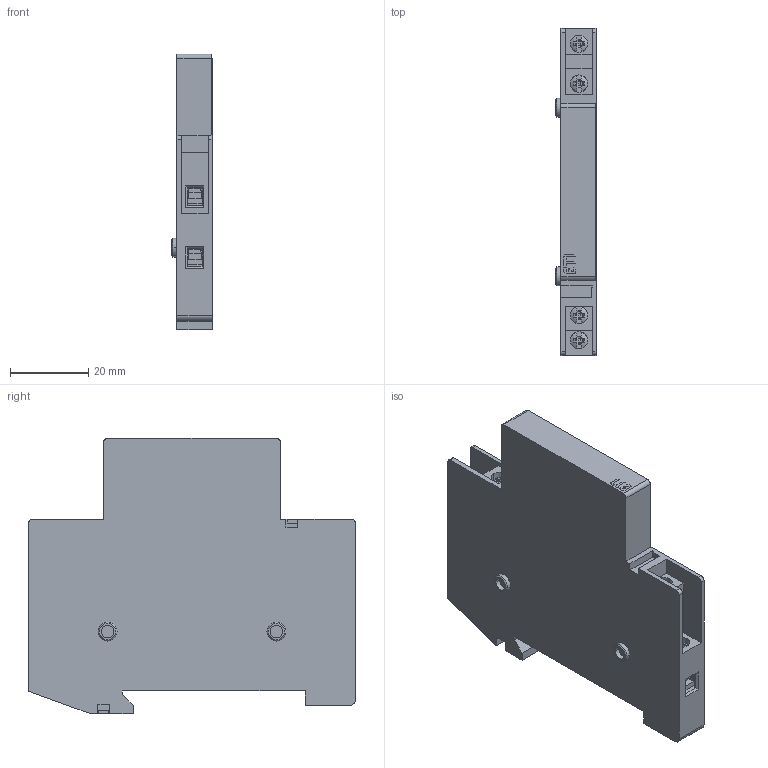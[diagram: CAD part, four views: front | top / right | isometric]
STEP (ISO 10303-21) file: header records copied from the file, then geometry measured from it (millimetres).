
FILE_DESCRIPTION((''),'2;1');
FILE_NAME('ASM0057_ASM','2021-01-18T',('marketing.praksa'),('Audax d.o.o.'),'CREO PARAMETRIC BY PTC INC, 2017480','CREO PARAMETRIC BY PTC INC, 2017480','');
FILE_SCHEMA(('AUTOMOTIVE_DESIGN { 1 0 10303 214 1 1 1 1 }'));
Length unit declared in the file: millimetre
Products named in the file (23): 0000010562_1_1_2_1; PRT0010_1; PRT0011_1; PRT0012_1; PRT0013_1; PRT0014_1_1; PRT0014_1_2; PRT0014_1_ASM; PRT0015_1_1; PRT0015_1_2; PRT0015_1_ASM; PRT0016_1_1; PRT0016_1_2; PRT0016_1_ASM; PRT0017_1_1; PRT0017_1_2; PRT0017_1_ASM; PRT0018_1_1; PRT0018_1_2; PRT0018_1_3; PRT0018_1_ASM; ASM0056_ASM_1_ASM; ASM0057_ASM
Assembly tree (22 placements, depth 4):
  ASM0057_ASM
    ASM0056_ASM_1_ASM
      0000010562_1_1_2_1
      PRT0010_1
      PRT0011_1
      PRT0012_1
      PRT0013_1
      PRT0014_1_ASM
        PRT0014_1_1
        PRT0014_1_2
      PRT0015_1_ASM
        PRT0015_1_1
        PRT0015_1_2
      PRT0016_1_ASM
        PRT0016_1_1
        PRT0016_1_2
      PRT0017_1_ASM
        PRT0017_1_1
        PRT0017_1_2
      PRT0018_1_ASM
        PRT0018_1_1
        PRT0018_1_2
        PRT0018_1_3
Bounding box: 10.3 x 83.3 x 70.33 mm (x, y, z)
Volume: 39313.5 mm3; surface area: 15729 mm2
Topology: 16 solids, 16 shells, 508 faces, 1305 edges, 830 vertices
Faces by surface type: plane 417, cylinder 63, bspline 16, sphere 8, cone 4
Entity records: 22410 total; most frequent: CARTESIAN_POINT 3510, ORIENTED_EDGE 2578, DIRECTION 2575, PRESENTATION_STYLE_ASSIGNMENT 1395, STYLED_ITEM 1395, CURVE_STYLE 1289, EDGE_CURVE 1289, VECTOR 1023
